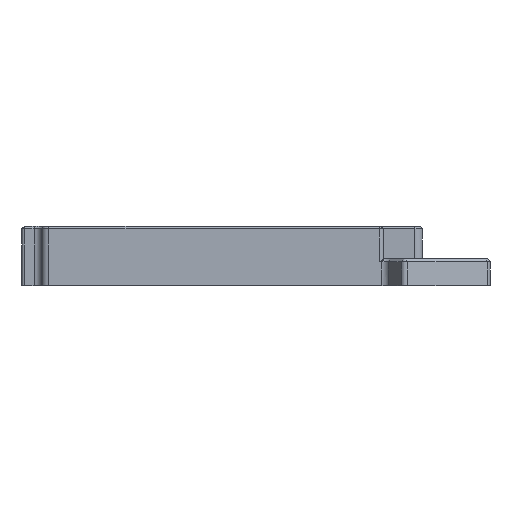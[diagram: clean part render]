
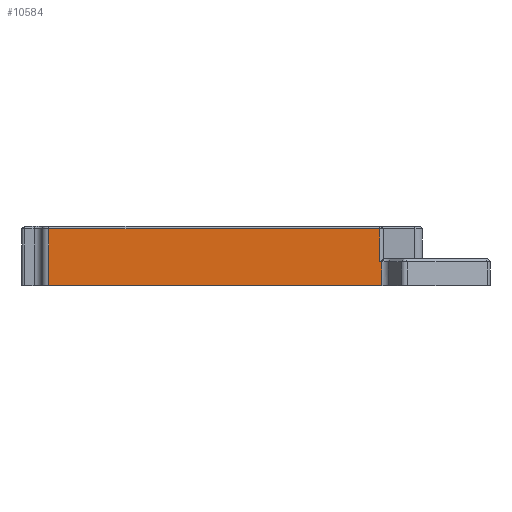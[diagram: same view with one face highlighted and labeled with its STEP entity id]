
A CAD part, left-side view. The second image highlights one B-rep face of the part: STEP entity #10584.
In plain terms, the highlighted planar face has unit normal (-1, 0, 0).
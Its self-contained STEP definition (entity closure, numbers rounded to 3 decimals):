
#730=FACE_OUTER_BOUND('',#1343,.T.);
#1343=EDGE_LOOP('',(#7724,#7725,#7726,#7727,#7728,#7729));
#1937=LINE('',#14892,#3170);
#2246=LINE('',#15858,#3479);
#2247=LINE('',#15861,#3480);
#2248=LINE('',#15863,#3481);
#2249=LINE('',#15864,#3482);
#2250=LINE('',#15865,#3483);
#3170=VECTOR('',#12007,10.);
#3479=VECTOR('',#12732,10.);
#3480=VECTOR('',#12735,10.);
#3481=VECTOR('',#12736,10.);
#3482=VECTOR('',#12737,10.);
#3483=VECTOR('',#12738,10.);
#4407=VERTEX_POINT('',#14889);
#4408=VERTEX_POINT('',#14891);
#4730=VERTEX_POINT('',#15849);
#4731=VERTEX_POINT('',#15856);
#4732=VERTEX_POINT('',#15860);
#4733=VERTEX_POINT('',#15862);
#5437=EDGE_CURVE('',#4407,#4408,#1937,.T.);
#5870=EDGE_CURVE('',#4731,#4730,#2246,.T.);
#5871=EDGE_CURVE('',#4731,#4732,#2247,.T.);
#5872=EDGE_CURVE('',#4733,#4732,#2248,.T.);
#5873=EDGE_CURVE('',#4408,#4733,#2249,.T.);
#5874=EDGE_CURVE('',#4730,#4407,#2250,.T.);
#7724=ORIENTED_EDGE('',*,*,#5870,.F.);
#7725=ORIENTED_EDGE('',*,*,#5871,.T.);
#7726=ORIENTED_EDGE('',*,*,#5872,.F.);
#7727=ORIENTED_EDGE('',*,*,#5873,.F.);
#7728=ORIENTED_EDGE('',*,*,#5437,.F.);
#7729=ORIENTED_EDGE('',*,*,#5874,.F.);
#10134=PLANE('',#11314);
#10584=ADVANCED_FACE('',(#730),#10134,.T.);
#11314=AXIS2_PLACEMENT_3D('',#15859,#12733,#12734);
#12007=DIRECTION('',(0.,1.,0.));
#12732=DIRECTION('',(0.,-1.,0.));
#12733=DIRECTION('center_axis',(-1.,0.,0.));
#12734=DIRECTION('ref_axis',(0.,-1.,0.));
#12735=DIRECTION('',(0.,0.,1.));
#12736=DIRECTION('',(0.,-1.,0.));
#12737=DIRECTION('',(0.,0.,1.));
#12738=DIRECTION('',(0.,0.,-1.));
#14889=CARTESIAN_POINT('',(162.585,-119.502,-2.));
#14891=CARTESIAN_POINT('',(162.585,-49.155,-2.));
#14892=CARTESIAN_POINT('',(162.585,-47.655,-2.));
#15849=CARTESIAN_POINT('',(162.585,-119.502,3.05));
#15856=CARTESIAN_POINT('',(162.585,-119.04,3.05));
#15858=CARTESIAN_POINT('',(162.585,-70.975,3.05));
#15859=CARTESIAN_POINT('Origin',(162.585,-47.655,0.));
#15860=CARTESIAN_POINT('',(162.585,-119.04,10.));
#15861=CARTESIAN_POINT('',(162.585,-119.04,0.));
#15862=CARTESIAN_POINT('',(162.585,-49.155,10.));
#15863=CARTESIAN_POINT('',(162.585,-70.376,10.));
#15864=CARTESIAN_POINT('',(162.585,-49.155,0.));
#15865=CARTESIAN_POINT('',(162.585,-119.502,0.));
